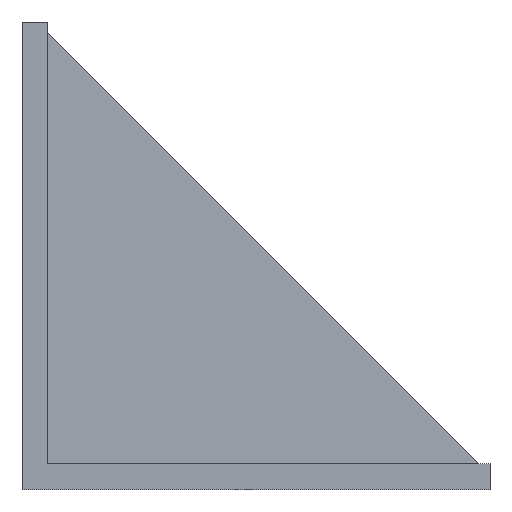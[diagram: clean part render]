
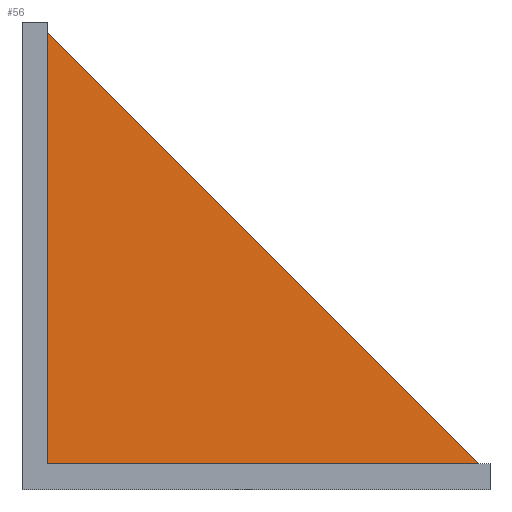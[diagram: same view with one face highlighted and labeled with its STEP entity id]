
A CAD part, left-side view. The second image highlights one B-rep face of the part: STEP entity #56.
In plain terms, the highlighted planar face has unit normal (-1, -0.012, 0.012).
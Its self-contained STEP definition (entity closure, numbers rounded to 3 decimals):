
#56=ADVANCED_FACE('',(#106),#107,.T.);
#106=FACE_OUTER_BOUND('',#147,.T.);
#107=PLANE('',#148);
#147=EDGE_LOOP('',(#243,#244,#245));
#148=AXIS2_PLACEMENT_3D('',#246,#247,#248);
#243=ORIENTED_EDGE('',*,*,#275,.T.);
#244=ORIENTED_EDGE('',*,*,#286,.F.);
#245=ORIENTED_EDGE('',*,*,#281,.F.);
#246=CARTESIAN_POINT('',(-4.,-51.396,134.187));
#247=DIRECTION('',(-1.,-0.012,0.012));
#248=DIRECTION('',(-0.012,1.,0.));
#275=EDGE_CURVE('',#329,#327,#330,.T.);
#281=EDGE_CURVE('',#329,#337,#338,.T.);
#286=EDGE_CURVE('',#337,#327,#343,.T.);
#327=VERTEX_POINT('',#402);
#329=VERTEX_POINT('',#405);
#330=LINE('',#406,#407);
#337=VERTEX_POINT('',#417);
#338=LINE('',#418,#419);
#343=LINE('',#426,#427);
#402=CARTESIAN_POINT('',(-4.,-175.583,10.0));
#405=CARTESIAN_POINT('',(-6.044,-10.,10.0));
#406=CARTESIAN_POINT('',(-6.044,-10.,10.0));
#407=VECTOR('',#449,165.595);
#417=CARTESIAN_POINT('',(-4.,-10.,175.583));
#418=CARTESIAN_POINT('',(-6.044,-10.,10.0));
#419=VECTOR('',#453,165.595);
#426=CARTESIAN_POINT('',(-4.,-10.,175.583));
#427=VECTOR('',#456,234.169);
#449=DIRECTION('',(0.012,-1.,0.0));
#453=DIRECTION('',(0.012,0.,1.));
#456=DIRECTION('',(0.,-0.707,-0.707));
